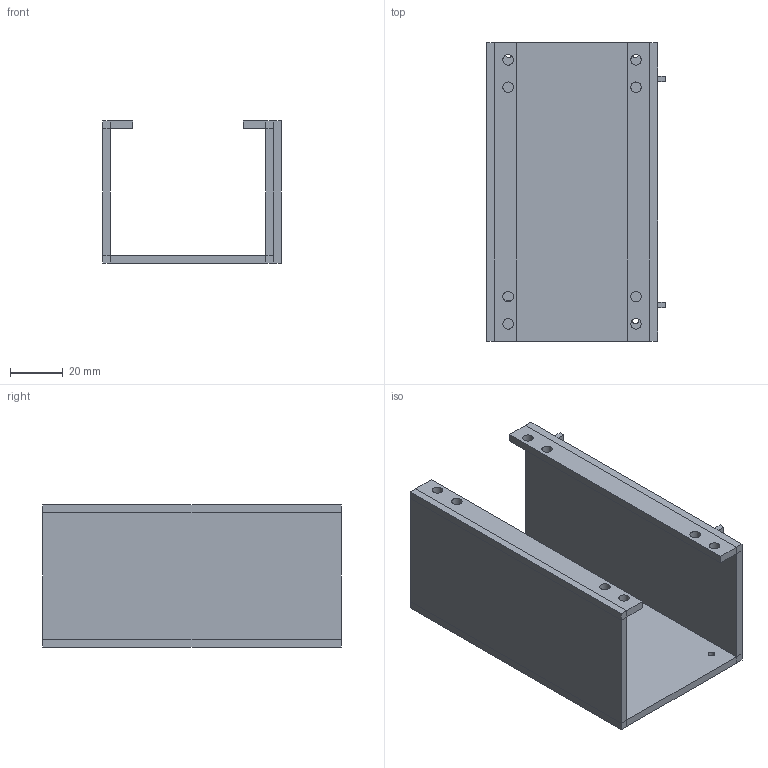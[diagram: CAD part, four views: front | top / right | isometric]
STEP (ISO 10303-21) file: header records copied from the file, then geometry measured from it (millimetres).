
FILE_DESCRIPTION(/* description */ ('FreeCAD Model'),/* implementation_level */ '2;1');
FILE_NAME(/* name */ 'top_of_leg_servo_frame_ipt_29aba5c8.STEP',/* time_stamp */ '2022-08-04T14:45:00-04:00',/* author */ ('Author'),/* organization */ (''),/* preprocessor_version */ 'ST-DEVELOPER v18.1',/* originating_system */ 'Autodesk Inventor 2021',/* authorisation */ 'Unknown');
FILE_SCHEMA (('AUTOMOTIVE_DESIGN { 1 0 10303 214 3 1 1 }'));
Length unit declared in the file: millimetre
Products named in the file (1): top_of_leg_servo_frame
Bounding box: 68 x 113.5 x 54 mm (x, y, z)
Volume: 62926.5 mm3; surface area: 44381.3 mm2
Topology: 1 solids, 1 shells, 66 faces, 152 edges, 88 vertices
Faces by surface type: plane 54, cylinder 12
Full cylindrical faces by diameter (mm): 2.5 x2, 3 x2, 4 x8
Entity records: 1898 total; most frequent: DIRECTION 310, CARTESIAN_POINT 307, ORIENTED_EDGE 304, EDGE_CURVE 152, LINE 128, VECTOR 128, AXIS2_PLACEMENT_3D 91, EDGE_LOOP 90
